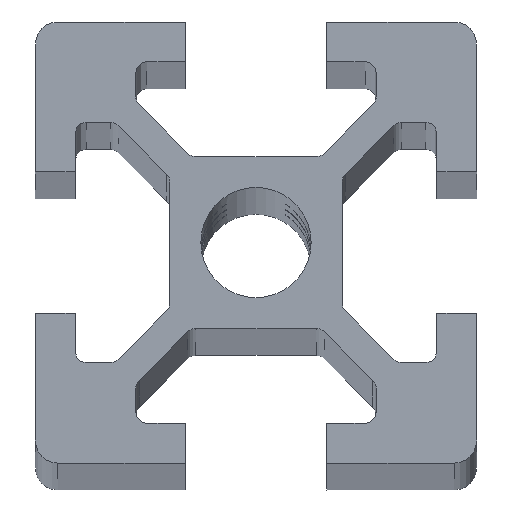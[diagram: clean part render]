
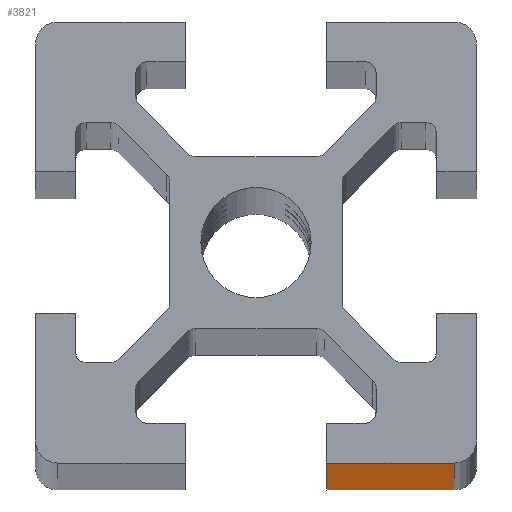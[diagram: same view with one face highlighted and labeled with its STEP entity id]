
A CAD part, top view. The second image highlights one B-rep face of the part: STEP entity #3821.
In plain terms, the highlighted planar face has unit normal (0, -1, 0).
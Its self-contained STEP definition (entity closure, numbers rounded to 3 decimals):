
#103 = VERTEX_POINT ( 'NONE', #3028 ) ;
#170 = DIRECTION ( 'NONE',  ( -1., 0., 0. ) ) ;
#438 = DIRECTION ( 'NONE',  ( 0., 0., -1. ) ) ;
#483 = VECTOR ( 'NONE', #438, 1000. ) ;
#501 = DIRECTION ( 'NONE',  ( 0., 1., 0. ) ) ;
#547 = CARTESIAN_POINT ( 'NONE',  ( 19., 0., 700. ) ) ;
#568 = EDGE_CURVE ( 'NONE', #2820, #103, #991, .T. ) ;
#811 = EDGE_LOOP ( 'NONE', ( #2843, #2965, #3765, #2249 ) ) ;
#991 = LINE ( 'NONE', #4451, #2546 ) ;
#1074 = CARTESIAN_POINT ( 'NONE',  ( 0., 0., 700. ) ) ;
#1413 = CARTESIAN_POINT ( 'NONE',  ( 13.2, 0., 0. ) ) ;
#1477 = DIRECTION ( 'NONE',  ( 0., 0., 1. ) ) ;
#1643 = LINE ( 'NONE', #1074, #3537 ) ;
#1713 = VECTOR ( 'NONE', #1477, 1000. ) ;
#1915 = CARTESIAN_POINT ( 'NONE',  ( 0., 0., 700. ) ) ;
#2206 = CARTESIAN_POINT ( 'NONE',  ( 13.2, 0., 700. ) ) ;
#2249 = ORIENTED_EDGE ( 'NONE', *, *, #3062, .T. ) ;
#2286 = FACE_OUTER_BOUND ( 'NONE', #811, .T. ) ;
#2290 = AXIS2_PLACEMENT_3D ( 'NONE', #1915, #501, #170 ) ;
#2326 = CARTESIAN_POINT ( 'NONE',  ( 13.2, 0., 700. ) ) ;
#2434 = DIRECTION ( 'NONE',  ( 1., 0., 0. ) ) ;
#2546 = VECTOR ( 'NONE', #3041, 1000. ) ;
#2674 = VERTEX_POINT ( 'NONE', #2326 ) ;
#2820 = VERTEX_POINT ( 'NONE', #1413 ) ;
#2843 = ORIENTED_EDGE ( 'NONE', *, *, #568, .T. ) ;
#2965 = ORIENTED_EDGE ( 'NONE', *, *, #3647, .T. ) ;
#3028 = CARTESIAN_POINT ( 'NONE',  ( 19., 0., 0. ) ) ;
#3041 = DIRECTION ( 'NONE',  ( 1., 0., 0. ) ) ;
#3062 = EDGE_CURVE ( 'NONE', #2674, #2820, #4283, .T. ) ;
#3381 = PLANE ( 'NONE',  #2290 ) ;
#3499 = VERTEX_POINT ( 'NONE', #547 ) ;
#3537 = VECTOR ( 'NONE', #2434, 1000. ) ;
#3647 = EDGE_CURVE ( 'NONE', #103, #3499, #3960, .T. ) ;
#3765 = ORIENTED_EDGE ( 'NONE', *, *, #3941, .F. ) ;
#3821 = ADVANCED_FACE ( 'NONE', ( #2286 ), #3381, .F. ) ;
#3941 = EDGE_CURVE ( 'NONE', #2674, #3499, #1643, .T. ) ;
#3960 = LINE ( 'NONE', #4226, #1713 ) ;
#4226 = CARTESIAN_POINT ( 'NONE',  ( 19., 0., 700. ) ) ;
#4283 = LINE ( 'NONE', #2206, #483 ) ;
#4451 = CARTESIAN_POINT ( 'NONE',  ( 0., 0., 0. ) ) ;
